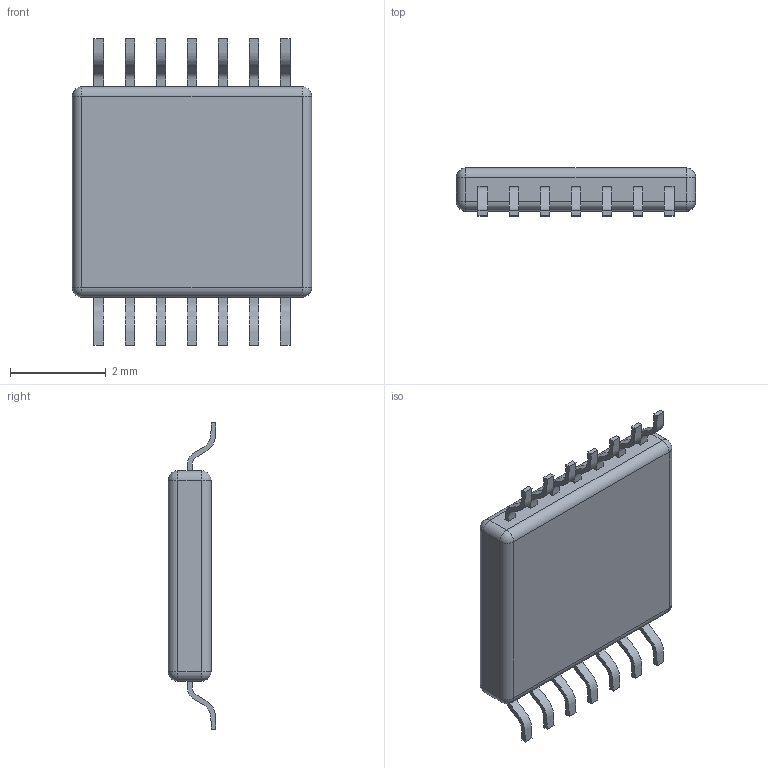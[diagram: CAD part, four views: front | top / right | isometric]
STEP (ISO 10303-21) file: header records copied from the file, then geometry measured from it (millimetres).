
FILE_DESCRIPTION (( 'STEP AP214' ), '1' );
FILE_NAME ('MTC14.STEP', '2019-04-10T10:54:27', ( '' ), ( '' ), 'SwSTEP 2.0', 'SolidWorks 2018', '' );
FILE_SCHEMA (( 'AUTOMOTIVE_DESIGN' ));
Length unit declared in the file: millimetre
Products named in the file (3): Body; Pin; MTC14
Assembly tree (15 placements, depth 2):
  MTC14
    Body
    Pin  x14
Bounding box: 5 x 1 x 6.4 mm (x, y, z)
Volume: 19.8 mm3; surface area: 68.4 mm2
Topology: 15 solids, 15 shells, 173 faces, 392 edges, 248 vertices
Faces by surface type: plane 112, bspline 39, cylinder 14, sphere 8
Entity records: 3744 total; most frequent: CARTESIAN_POINT 1342, ORIENTED_EDGE 456, DIRECTION 430, EDGE_CURVE 228, VECTOR 174, LINE 174, VERTEX_POINT 144, AXIS2_PLACEMENT_3D 128
